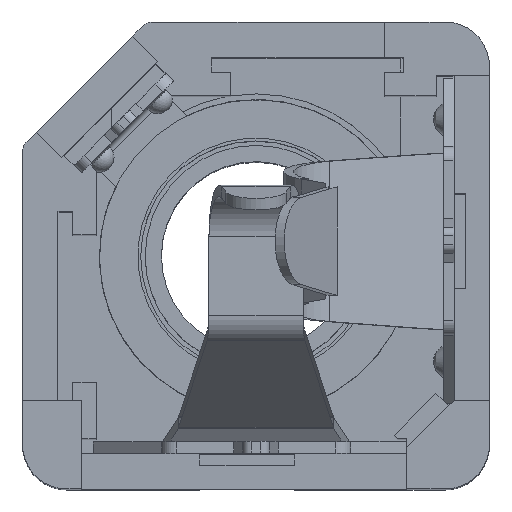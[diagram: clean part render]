
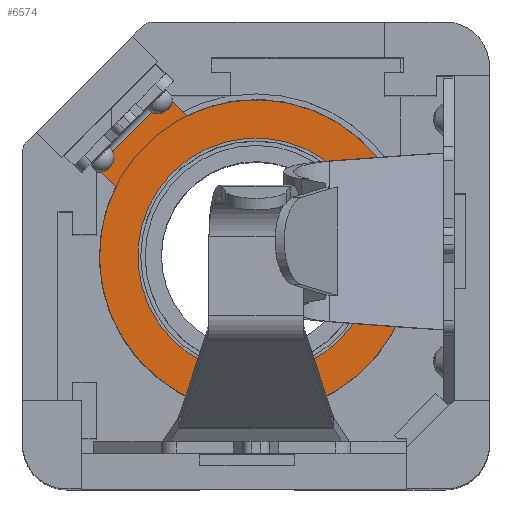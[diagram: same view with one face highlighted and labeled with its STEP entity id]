
A CAD part, top view. The second image highlights one B-rep face of the part: STEP entity #6574.
In plain terms, the highlighted planar face has unit normal (0, 0, 1).
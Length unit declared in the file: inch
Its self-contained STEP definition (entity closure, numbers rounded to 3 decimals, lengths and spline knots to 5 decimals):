
#6161=CARTESIAN_POINT('',(0.2186,0.4981,-0.58661));
#6162=VERTEX_POINT('',#6161);
#6169=CARTESIAN_POINT('',(0.12395,0.40345,-0.58661));
#6170=VERTEX_POINT('',#6169);
#6171=CARTESIAN_POINT('',(0.31102,0.31102,-0.58661));
#6172=DIRECTION('',(0.0,0.0,-1.0));
#6173=DIRECTION('',(-0.443,0.897,0.0));
#6174=AXIS2_PLACEMENT_3D('',#6171,#6172,#6173);
#6175=CIRCLE('',#6174,0.20866);
#6176=EDGE_CURVE('',#6162,#6170,#6175,.T.);
#6533=CARTESIAN_POINT('',(0.31102,0.31102,-0.58661));
#6534=DIRECTION('',(0.0,0.0,1.0));
#6535=DIRECTION('',(0.707,0.707,0.0));
#6536=AXIS2_PLACEMENT_3D('',#6533,#6534,#6535);
#6537=PLANE('',#6536);
#6538=ORIENTED_EDGE('',*,*,#6176,.F.);
#6539=CARTESIAN_POINT('',(0.19271,0.52399,-0.58661));
#6540=VERTEX_POINT('',#6539);
#6541=CARTESIAN_POINT('',(0.2186,0.4981,-0.58661));
#6542=DIRECTION('',(-0.707,0.707,0.0));
#6543=VECTOR('',#6542,0.03662);
#6544=LINE('',#6541,#6543);
#6545=EDGE_CURVE('',#6162,#6540,#6544,.T.);
#6546=ORIENTED_EDGE('',*,*,#6545,.T.);
#6547=CARTESIAN_POINT('',(0.09806,0.42934,-0.58661));
#6548=VERTEX_POINT('',#6547);
#6549=CARTESIAN_POINT('',(0.19271,0.52399,-0.58661));
#6550=DIRECTION('',(-0.707,-0.707,0.0));
#6551=VECTOR('',#6550,0.13386);
#6552=LINE('',#6549,#6551);
#6553=EDGE_CURVE('',#6540,#6548,#6552,.T.);
#6554=ORIENTED_EDGE('',*,*,#6553,.T.);
#6555=CARTESIAN_POINT('',(0.09806,0.42934,-0.58661));
#6556=DIRECTION('',(0.707,-0.707,0.0));
#6557=VECTOR('',#6556,0.03662);
#6558=LINE('',#6555,#6557);
#6559=EDGE_CURVE('',#6548,#6170,#6558,.T.);
#6560=ORIENTED_EDGE('',*,*,#6559,.T.);
#6561=EDGE_LOOP('',(#6538,#6546,#6554,#6560));
#6562=FACE_OUTER_BOUND('',#6561,.T.);
#6563=CARTESIAN_POINT('',(0.42238,0.42238,-0.58661));
#6564=VERTEX_POINT('',#6563);
#6565=CARTESIAN_POINT('',(0.31102,0.31102,-0.58661));
#6566=DIRECTION('',(0.0,0.0,-1.0));
#6567=DIRECTION('',(0.707,0.707,0.0));
#6568=AXIS2_PLACEMENT_3D('',#6565,#6566,#6567);
#6569=CIRCLE('',#6568,0.15748);
#6570=EDGE_CURVE('',#6564,#6564,#6569,.T.);
#6571=ORIENTED_EDGE('',*,*,#6570,.T.);
#6572=EDGE_LOOP('',(#6571));
#6573=FACE_BOUND('',#6572,.T.);
#6574=ADVANCED_FACE('',(#6562,#6573),#6537,.T.);
